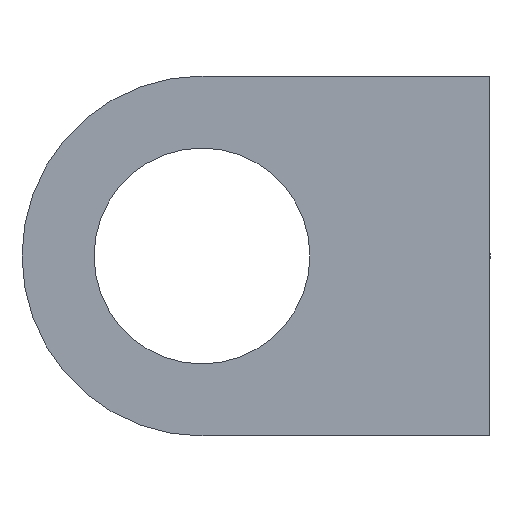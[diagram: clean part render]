
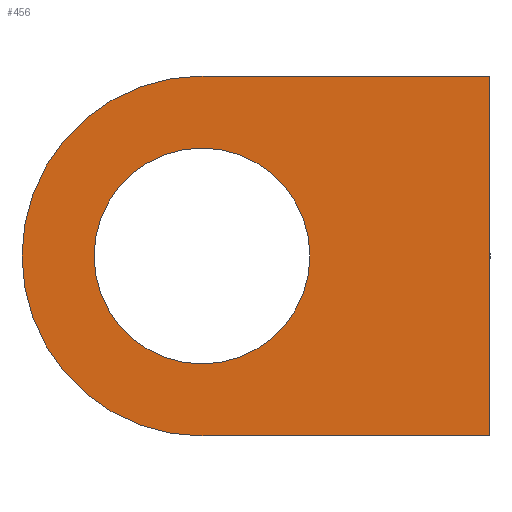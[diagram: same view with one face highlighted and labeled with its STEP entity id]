
A CAD part, left-side view. The second image highlights one B-rep face of the part: STEP entity #456.
In plain terms, the highlighted planar face has unit normal (-1, 0, 0).
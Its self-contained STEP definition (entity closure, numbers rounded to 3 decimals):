
#21=FACE_BOUND('',#71,.T.);
#36=PLANE('',#505);
#47=FACE_OUTER_BOUND('',#70,.T.);
#70=EDGE_LOOP('',(#336,#337,#338,#339));
#71=EDGE_LOOP('',(#340,#341));
#109=LINE('',#731,#141);
#113=LINE('',#741,#145);
#114=LINE('',#742,#146);
#141=VECTOR('',#584,10.);
#145=VECTOR('',#592,10.);
#146=VECTOR('',#593,10.);
#164=CIRCLE('',#494,1.5);
#165=CIRCLE('',#495,1.5);
#171=CIRCLE('',#506,2.5);
#198=VERTEX_POINT('',#697);
#199=VERTEX_POINT('',#698);
#210=VERTEX_POINT('',#728);
#211=VERTEX_POINT('',#730);
#214=VERTEX_POINT('',#738);
#215=VERTEX_POINT('',#740);
#244=EDGE_CURVE('',#198,#199,#164,.T.);
#245=EDGE_CURVE('',#199,#198,#165,.T.);
#260=EDGE_CURVE('',#210,#211,#109,.T.);
#264=EDGE_CURVE('',#211,#214,#171,.T.);
#265=EDGE_CURVE('',#215,#210,#113,.T.);
#266=EDGE_CURVE('',#214,#215,#114,.T.);
#336=ORIENTED_EDGE('',*,*,#264,.F.);
#337=ORIENTED_EDGE('',*,*,#260,.F.);
#338=ORIENTED_EDGE('',*,*,#265,.F.);
#339=ORIENTED_EDGE('',*,*,#266,.F.);
#340=ORIENTED_EDGE('',*,*,#244,.T.);
#341=ORIENTED_EDGE('',*,*,#245,.T.);
#456=ADVANCED_FACE('',(#47,#21),#36,.T.);
#494=AXIS2_PLACEMENT_3D('',#699,#553,#554);
#495=AXIS2_PLACEMENT_3D('',#700,#555,#556);
#505=AXIS2_PLACEMENT_3D('',#737,#588,#589);
#506=AXIS2_PLACEMENT_3D('',#739,#590,#591);
#553=DIRECTION('center_axis',(1.,0.,0.));
#554=DIRECTION('ref_axis',(0.,0.,1.));
#555=DIRECTION('center_axis',(1.,0.,0.));
#556=DIRECTION('ref_axis',(0.,0.,1.));
#584=DIRECTION('',(0.,1.,0.));
#588=DIRECTION('center_axis',(-1.,0.,0.));
#589=DIRECTION('ref_axis',(0.,-1.,0.));
#590=DIRECTION('center_axis',(1.,0.,0.));
#591=DIRECTION('ref_axis',(0.,0.707,-0.707));
#592=DIRECTION('',(0.,0.,-1.));
#593=DIRECTION('',(0.,-1.,0.));
#697=CARTESIAN_POINT('',(-13.,4.,1.5));
#698=CARTESIAN_POINT('',(-13.,4.,-1.5));
#699=CARTESIAN_POINT('Origin',(-13.,4.,0.));
#700=CARTESIAN_POINT('Origin',(-13.,4.,0.));
#728=CARTESIAN_POINT('',(-13.,0.,-2.5));
#730=CARTESIAN_POINT('',(-13.,4.,-2.5));
#731=CARTESIAN_POINT('',(-13.,0.,-2.5));
#737=CARTESIAN_POINT('Origin',(-13.,6.5,0.));
#738=CARTESIAN_POINT('',(-13.,4.,2.5));
#739=CARTESIAN_POINT('Origin',(-13.,4.,0.));
#740=CARTESIAN_POINT('',(-13.,0.,2.5));
#741=CARTESIAN_POINT('',(-13.,0.,0.));
#742=CARTESIAN_POINT('',(-13.,0.,2.5));
